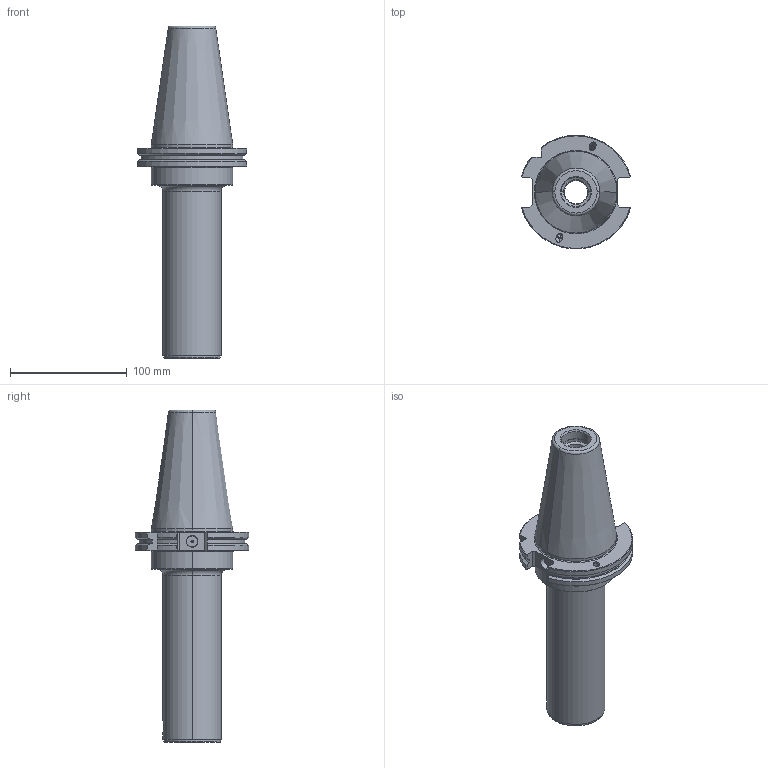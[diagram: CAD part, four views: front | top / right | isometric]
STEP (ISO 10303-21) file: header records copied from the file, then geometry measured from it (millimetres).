
FILE_DESCRIPTION(('no description'),'unknown implementation level');
FILE_NAME('AF8639DF-CC22-4875-9F72-C566E7A70D2F_export.stp',' ',('CIMSOURCE GmbH'),('CADClick - KiM GmbH - www.kimweb.de'),'unknown preprocess','ACIS','unknown authorization');
FILE_SCHEMA(('automotive_design'));
Length unit declared in the file: millimetre
Products named in the file (2): 325.955 Kaiser SK50 VD X CK5 X 200|325.955 Kaiser SK50 VD X CK5 X 200_Standard;NONE; 325.955 Kaiser SK50 VD X CK5 X 200|690.435 Kaiser ETL M10 X 14 CK5_Standard;NONE
Bounding box: 93.59 x 97.27 x 284.6 mm (x, y, z)
Volume: 606425.8 mm3; surface area: 83000.5 mm2
Topology: 2 solids, 2 shells, 202 faces, 489 edges, 298 vertices
Faces by surface type: cylinder 63, plane 63, cone 58, torus 18
Entity records: 11818 total; most frequent: CARTESIAN_POINT 1518, DIRECTION 1019, STYLED_ITEM 987, PRESENTATION_STYLE_ASSIGNMENT 987, COLOUR_RGB 987, ORIENTED_EDGE 970, EDGE_CURVE 485, CURVE_STYLE 485
